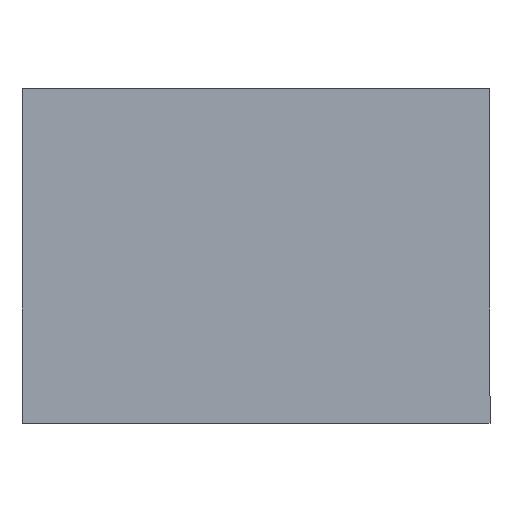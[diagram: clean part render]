
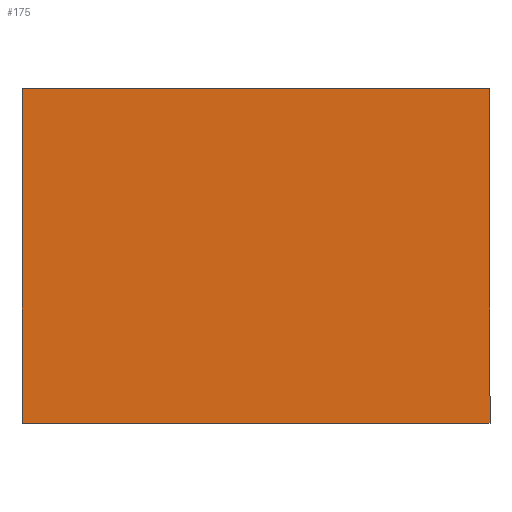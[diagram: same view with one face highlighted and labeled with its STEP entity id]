
A CAD part, top view. The second image highlights one B-rep face of the part: STEP entity #175.
In plain terms, the highlighted planar face has unit normal (0, 0, 1).
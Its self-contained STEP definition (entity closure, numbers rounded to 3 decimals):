
#2 = PLANE ( 'NONE',  #80 ) ;
#12 = ORIENTED_EDGE ( 'NONE', *, *, #41, .T. ) ;
#14 = EDGE_LOOP ( 'NONE', ( #120, #12, #157, #172 ) ) ;
#31 = VECTOR ( 'NONE', #170, 1000. ) ;
#32 = DIRECTION ( 'NONE',  ( 1., 0., 0. ) ) ;
#37 = VERTEX_POINT ( 'NONE', #100 ) ;
#41 = EDGE_CURVE ( 'NONE', #86, #47, #196, .T. ) ;
#47 = VERTEX_POINT ( 'NONE', #50 ) ;
#49 = CARTESIAN_POINT ( 'NONE',  ( 43.807, 23.282, 2.3 ) ) ;
#50 = CARTESIAN_POINT ( 'NONE',  ( 64.807, 23.282, 2.3 ) ) ;
#53 = DIRECTION ( 'NONE',  ( 0., 0., 1. ) ) ;
#55 = FACE_OUTER_BOUND ( 'NONE', #14, .T. ) ;
#56 = CARTESIAN_POINT ( 'NONE',  ( 43.807, 38.282, 2.3 ) ) ;
#63 = CARTESIAN_POINT ( 'NONE',  ( 43.807, 38.282, 2.3 ) ) ;
#70 = CARTESIAN_POINT ( 'NONE',  ( 64.807, 38.282, 2.3 ) ) ;
#76 = LINE ( 'NONE', #56, #31 ) ;
#80 = AXIS2_PLACEMENT_3D ( 'NONE', #105, #53, #156 ) ;
#86 = VERTEX_POINT ( 'NONE', #49 ) ;
#99 = VECTOR ( 'NONE', #136, 1000. ) ;
#100 = CARTESIAN_POINT ( 'NONE',  ( 43.807, 38.282, 2.3 ) ) ;
#105 = CARTESIAN_POINT ( 'NONE',  ( 0., 0., 2.3 ) ) ;
#112 = EDGE_CURVE ( 'NONE', #113, #37, #178, .T. ) ;
#113 = VERTEX_POINT ( 'NONE', #171 ) ;
#119 = EDGE_CURVE ( 'NONE', #47, #113, #159, .T. ) ;
#120 = ORIENTED_EDGE ( 'NONE', *, *, #190, .T. ) ;
#136 = DIRECTION ( 'NONE',  ( 0., 1., 0. ) ) ;
#145 = VECTOR ( 'NONE', #163, 1000. ) ;
#151 = CARTESIAN_POINT ( 'NONE',  ( 43.807, 23.282, 2.3 ) ) ;
#156 = DIRECTION ( 'NONE',  ( 1., 0., 0. ) ) ;
#157 = ORIENTED_EDGE ( 'NONE', *, *, #119, .T. ) ;
#159 = LINE ( 'NONE', #70, #99 ) ;
#163 = DIRECTION ( 'NONE',  ( -1., 0., 0. ) ) ;
#166 = VECTOR ( 'NONE', #32, 1000. ) ;
#170 = DIRECTION ( 'NONE',  ( 0., -1., 0. ) ) ;
#171 = CARTESIAN_POINT ( 'NONE',  ( 64.807, 38.282, 2.3 ) ) ;
#172 = ORIENTED_EDGE ( 'NONE', *, *, #112, .T. ) ;
#175 = ADVANCED_FACE ( 'NONE', ( #55 ), #2, .T. ) ;
#178 = LINE ( 'NONE', #63, #145 ) ;
#190 = EDGE_CURVE ( 'NONE', #37, #86, #76, .T. ) ;
#196 = LINE ( 'NONE', #151, #166 ) ;
